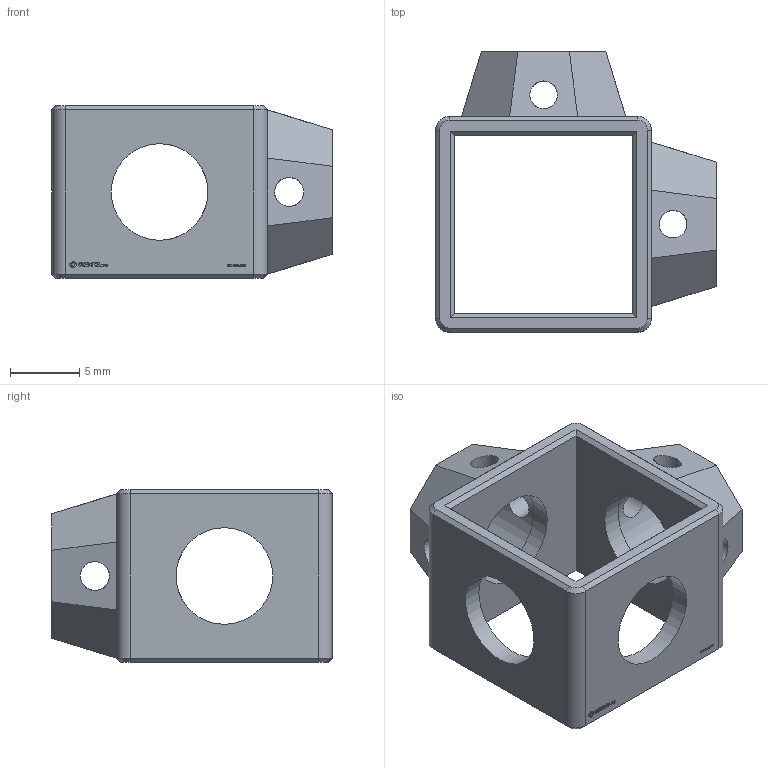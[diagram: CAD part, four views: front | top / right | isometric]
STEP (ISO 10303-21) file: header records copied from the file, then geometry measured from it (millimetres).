
FILE_DESCRIPTION(('FreeCAD Model'),'2;1');
FILE_NAME('Open CASCADE Shape Model','2021-05-22T09:17:15',( 'Paulo Kiefe'),('STEMFIE.org'),'Open CASCADE STEP processor 7.4', 'FreeCAD','Unknown');
FILE_SCHEMA(('AUTOMOTIVE_DESIGN { 1 0 10303 214 1 1 1 1 }'));
Length unit declared in the file: millimetre
Products named in the file (1): Connector_THR-H_BEM_SFT_2W_90°_BU01x01x01x00.50_-_SPN-CON-0002_
(stemfie.org)
Bounding box: 20.31 x 20.31 x 12.5 mm (x, y, z)
Volume: 1181.5 mm3; surface area: 1829.5 mm2
Topology: 1 solids, 1 shells, 544 faces, 1510 edges, 1000 vertices
Faces by surface type: plane 316, extrusion 186, cylinder 18, bspline 16, cone 8
Full cylindrical faces by diameter (mm): 1.995 x2, 2 x2, 2.1 x4, 7 x6
Entity records: 43445 total; most frequent: CARTESIAN_POINT 14948, DIRECTION 4380, VECTOR 3634, LINE 3448, ORIENTED_EDGE 3020, PCURVE 3020, DEFINITIONAL_REPRESENTATION 3020, EDGE_CURVE 1510
